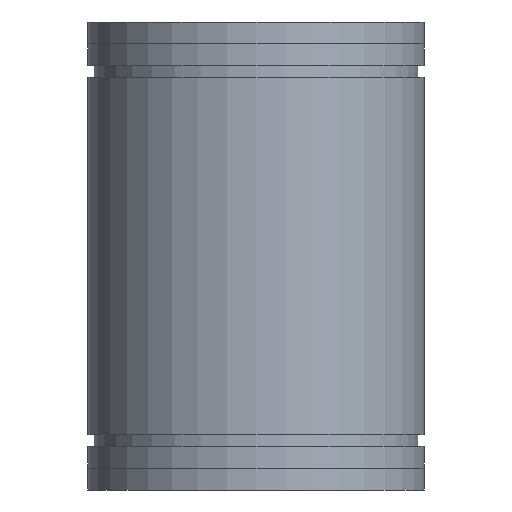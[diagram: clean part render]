
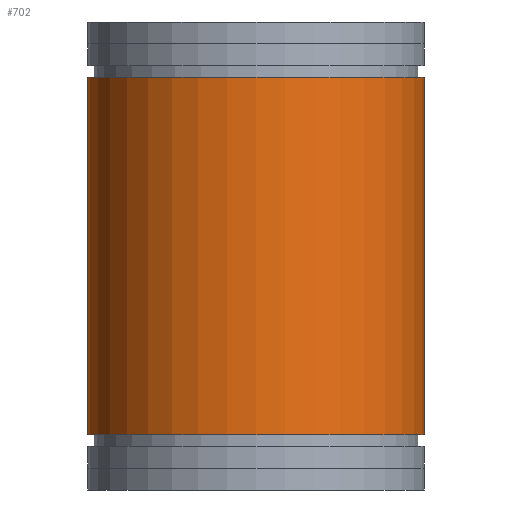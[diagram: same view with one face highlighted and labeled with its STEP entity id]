
A CAD part, front view. The second image highlights one B-rep face of the part: STEP entity #702.
In plain terms, the highlighted cylindrical face has radius 45 mm (diameter 90 mm), a full revolution.
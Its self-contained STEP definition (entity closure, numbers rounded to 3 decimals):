
#5 = EDGE_CURVE ( 'NONE', #529, #529, #120, .T. ) ;
#8 = EDGE_CURVE ( 'NONE', #535, #535, #158, .T. ) ;
#36 = EDGE_LOOP ( 'NONE', ( #163 ) ) ;
#58 = EDGE_LOOP ( 'NONE', ( #162 ) ) ;
#120 = CIRCLE ( 'NONE', #603, 45. ) ;
#158 = CIRCLE ( 'NONE', #606, 45. ) ;
#162 = ORIENTED_EDGE ( 'NONE', *, *, #8, .T. ) ;
#163 = ORIENTED_EDGE ( 'NONE', *, *, #5, .F. ) ;
#177 = FACE_OUTER_BOUND ( 'NONE', #36, .T. ) ;
#184 = FACE_OUTER_BOUND ( 'NONE', #58, .T. ) ;
#197 = CYLINDRICAL_SURFACE ( 'NONE', #668, 45. ) ;
#275 = CARTESIAN_POINT ( 'NONE',  ( 0., 0., -14.8 ) ) ;
#282 = DIRECTION ( 'NONE',  ( 0., 0., 1. ) ) ;
#283 = DIRECTION ( 'NONE',  ( 1., 0., 0. ) ) ;
#284 = CARTESIAN_POINT ( 'NONE',  ( 0., 0., -110.2 ) ) ;
#291 = DIRECTION ( 'NONE',  ( 0., 0., 1. ) ) ;
#292 = DIRECTION ( 'NONE',  ( 1., 0., 0. ) ) ;
#450 = DIRECTION ( 'NONE',  ( 1., 0., 0. ) ) ;
#456 = CARTESIAN_POINT ( 'NONE',  ( 0., 0., 0. ) ) ;
#457 = DIRECTION ( 'NONE',  ( 0., 0., 1. ) ) ;
#529 = VERTEX_POINT ( 'NONE', #530 ) ;
#530 = CARTESIAN_POINT ( 'NONE',  ( 45., 0., -14.8 ) ) ;
#535 = VERTEX_POINT ( 'NONE', #536 ) ;
#536 = CARTESIAN_POINT ( 'NONE',  ( 45., 0., -110.2 ) ) ;
#603 = AXIS2_PLACEMENT_3D ( 'NONE', #275, #282, #283 ) ;
#606 = AXIS2_PLACEMENT_3D ( 'NONE', #284, #291, #292 ) ;
#668 = AXIS2_PLACEMENT_3D ( 'NONE', #456, #457, #450 ) ;
#702 = ADVANCED_FACE ( 'NONE', ( #177, #184 ), #197, .T. ) ;
